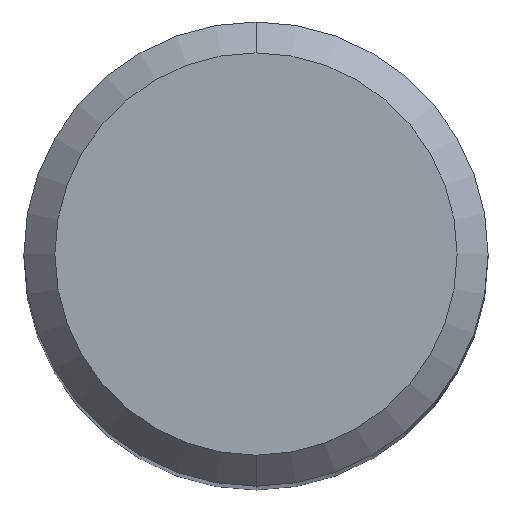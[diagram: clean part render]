
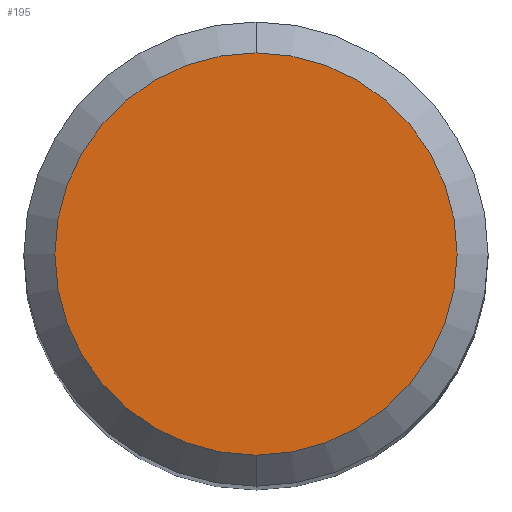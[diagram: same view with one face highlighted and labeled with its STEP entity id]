
A CAD part, top view. The second image highlights one B-rep face of the part: STEP entity #195.
In plain terms, the highlighted planar face has unit normal (0, 0, 1).
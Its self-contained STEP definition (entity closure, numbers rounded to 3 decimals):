
#195=ADVANCED_FACE('',(#513),#514,.T.);
#233=EDGE_CURVE('',#299,#337,#553,.T.);
#299=VERTEX_POINT('',#627);
#337=VERTEX_POINT('',#668);
#461=EDGE_CURVE('',#337,#299,#807,.T.);
#513=FACE_OUTER_BOUND('',#854,.T.);
#514=PLANE('',#855);
#553=CIRCLE('',#959,2.6);
#627=CARTESIAN_POINT('',(0.0,2.6,0.0));
#668=CARTESIAN_POINT('',(0.,-2.6,0.0));
#807=CIRCLE('',#1437,2.6);
#854=EDGE_LOOP('',(#1508,#1509));
#855=AXIS2_PLACEMENT_3D('',#1510,#1511,#1512);
#959=AXIS2_PLACEMENT_3D('',#1534,#1535,#1536);
#1437=AXIS2_PLACEMENT_3D('',#1826,#1827,#1828);
#1508=ORIENTED_EDGE('',*,*,#233,.F.);
#1509=ORIENTED_EDGE('',*,*,#461,.F.);
#1510=CARTESIAN_POINT('',(0.0,1.3,0.0));
#1511=DIRECTION('',(-0.0,0.0,1.0));
#1512=DIRECTION('',(0.0,-1.0,0.0));
#1534=CARTESIAN_POINT('',(0.0,0.0,0.0));
#1535=DIRECTION('',(0.0,0.0,-1.0));
#1536=DIRECTION('',(0.0,1.0,0.0));
#1826=CARTESIAN_POINT('',(0.0,0.0,0.0));
#1827=DIRECTION('',(0.0,0.0,-1.0));
#1828=DIRECTION('',(0.0,1.0,0.0));
